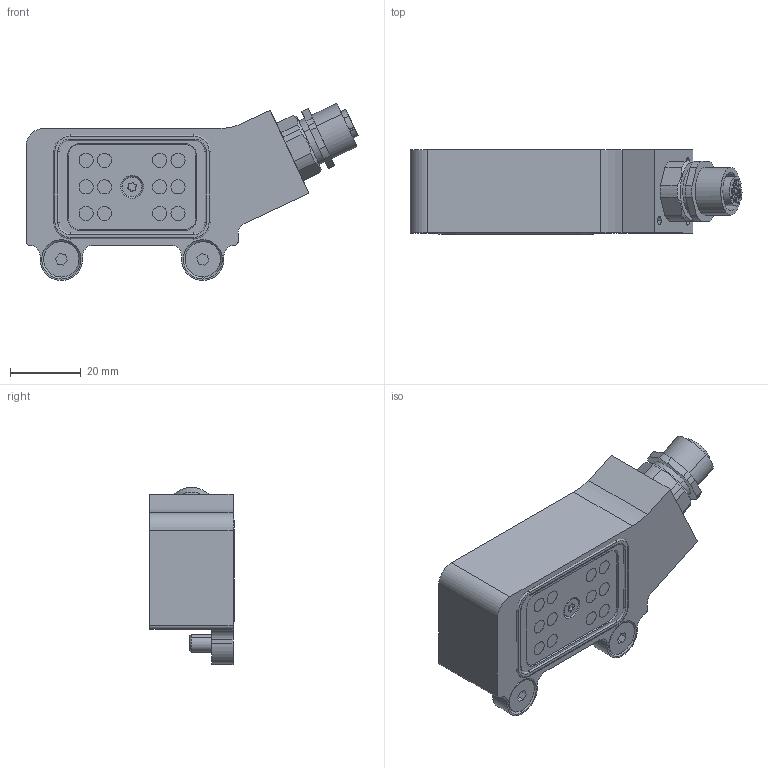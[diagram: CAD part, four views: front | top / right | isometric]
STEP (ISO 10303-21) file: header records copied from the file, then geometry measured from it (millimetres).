
FILE_DESCRIPTION (( 'STEP AP214' ), '1' );
FILE_NAME ('P1347.STEP', '2021-08-23T07:48:18', ( '' ), ( '' ), 'SwSTEP 2.0', 'SolidWorks 2019', '' );
FILE_SCHEMA (( 'AUTOMOTIVE_DESIGN' ));
Length unit declared in the file: millimetre
Products named in the file (1): P1347
Bounding box: 93.92 x 23.8 x 50.13 mm (x, y, z)
Volume: 64562.7 mm3; surface area: 18343.8 mm2
Topology: 19 solids, 20 shells, 505 faces, 1176 edges, 728 vertices
Faces by surface type: cylinder 223, plane 162, cone 80, torus 20, bspline 20
Entity records: 21180 total; most frequent: CARTESIAN_POINT 3646, DIRECTION 2593, ORIENTED_EDGE 2316, EDGE_CURVE 1158, AXIS2_PLACEMENT_3D 995, VERTEX_POINT 728, VECTOR 603, LINE 603
